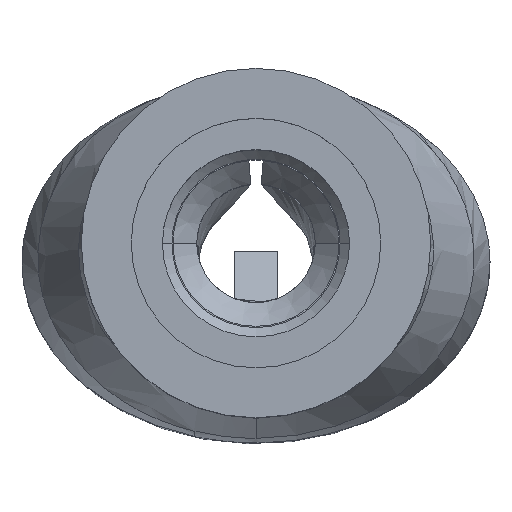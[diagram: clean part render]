
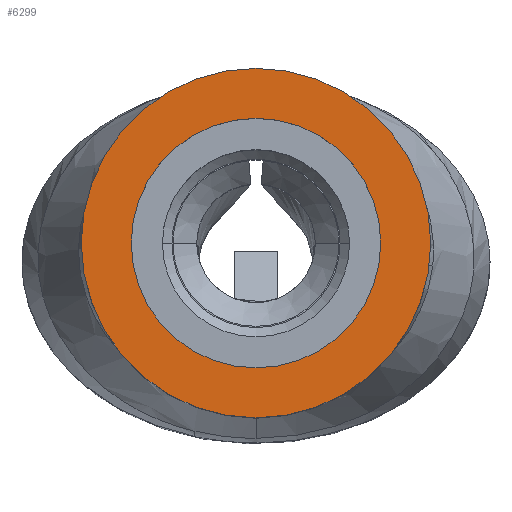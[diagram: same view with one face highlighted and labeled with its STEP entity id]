
A CAD part, top view. The second image highlights one B-rep face of the part: STEP entity #6299.
In plain terms, the highlighted planar face has unit normal (0, 0, 1).
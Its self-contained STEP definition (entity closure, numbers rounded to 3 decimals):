
#246 = VERTEX_POINT ( 'NONE', #3844 ) ;
#438 = DIRECTION ( 'NONE',  ( 0., 0., -1. ) ) ;
#568 = ORIENTED_EDGE ( 'NONE', *, *, #1143, .F. ) ;
#899 = CIRCLE ( 'NONE', #1113, 2.8 ) ;
#1113 = AXIS2_PLACEMENT_3D ( 'NONE', #6041, #3484, #5536 ) ;
#1143 = EDGE_CURVE ( 'NONE', #3597, #3153, #2270, .T. ) ;
#1157 = DIRECTION ( 'NONE',  ( 0., 0., 1. ) ) ;
#1168 = EDGE_CURVE ( 'NONE', #2127, #246, #1524, .T. ) ;
#1184 = EDGE_CURVE ( 'NONE', #3153, #3597, #899, .T. ) ;
#1193 = FACE_OUTER_BOUND ( 'NONE', #5706, .T. ) ;
#1417 = DIRECTION ( 'NONE',  ( -1., 0., 0. ) ) ;
#1524 = CIRCLE ( 'NONE', #3266, 2. ) ;
#1843 = AXIS2_PLACEMENT_3D ( 'NONE', #5667, #438, #3622 ) ;
#2127 = VERTEX_POINT ( 'NONE', #3789 ) ;
#2165 = DIRECTION ( 'NONE',  ( 1., 0., 0. ) ) ;
#2270 = CIRCLE ( 'NONE', #1843, 2.8 ) ;
#2610 = CARTESIAN_POINT ( 'NONE',  ( 0., 1.347, 18.3 ) ) ;
#2653 = AXIS2_PLACEMENT_3D ( 'NONE', #5303, #1157, #2165 ) ;
#3153 = VERTEX_POINT ( 'NONE', #3706 ) ;
#3200 = FACE_BOUND ( 'NONE', #5768, .T. ) ;
#3261 = ORIENTED_EDGE ( 'NONE', *, *, #1184, .F. ) ;
#3266 = AXIS2_PLACEMENT_3D ( 'NONE', #2610, #4569, #1417 ) ;
#3276 = CIRCLE ( 'NONE', #5096, 2. ) ;
#3415 = EDGE_CURVE ( 'NONE', #246, #2127, #3276, .T. ) ;
#3484 = DIRECTION ( 'NONE',  ( 0., 0., -1. ) ) ;
#3500 = CARTESIAN_POINT ( 'NONE',  ( -2.8, 1.347, 18.3 ) ) ;
#3597 = VERTEX_POINT ( 'NONE', #3500 ) ;
#3622 = DIRECTION ( 'NONE',  ( -1., 0., 0. ) ) ;
#3706 = CARTESIAN_POINT ( 'NONE',  ( 2.8, 1.347, 18.3 ) ) ;
#3789 = CARTESIAN_POINT ( 'NONE',  ( 2., 1.347, 18.3 ) ) ;
#3844 = CARTESIAN_POINT ( 'NONE',  ( -2., 1.347, 18.3 ) ) ;
#4569 = DIRECTION ( 'NONE',  ( 0., 0., -1. ) ) ;
#4847 = DIRECTION ( 'NONE',  ( -1., 0., 0. ) ) ;
#5096 = AXIS2_PLACEMENT_3D ( 'NONE', #5953, #5888, #4847 ) ;
#5303 = CARTESIAN_POINT ( 'NONE',  ( 0., 3.347, 18.3 ) ) ;
#5536 = DIRECTION ( 'NONE',  ( -1., 0., 0. ) ) ;
#5667 = CARTESIAN_POINT ( 'NONE',  ( 0., 1.347, 18.3 ) ) ;
#5706 = EDGE_LOOP ( 'NONE', ( #568, #3261 ) ) ;
#5768 = EDGE_LOOP ( 'NONE', ( #6447, #6603 ) ) ;
#5814 = PLANE ( 'NONE',  #2653 ) ;
#5888 = DIRECTION ( 'NONE',  ( 0., 0., -1. ) ) ;
#5953 = CARTESIAN_POINT ( 'NONE',  ( 0., 1.347, 18.3 ) ) ;
#6041 = CARTESIAN_POINT ( 'NONE',  ( 0., 1.347, 18.3 ) ) ;
#6299 = ADVANCED_FACE ( 'NONE', ( #3200, #1193 ), #5814, .T. ) ;
#6447 = ORIENTED_EDGE ( 'NONE', *, *, #3415, .T. ) ;
#6603 = ORIENTED_EDGE ( 'NONE', *, *, #1168, .T. ) ;
